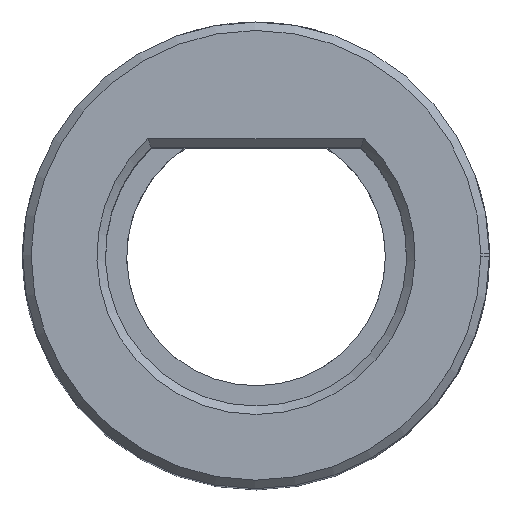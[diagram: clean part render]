
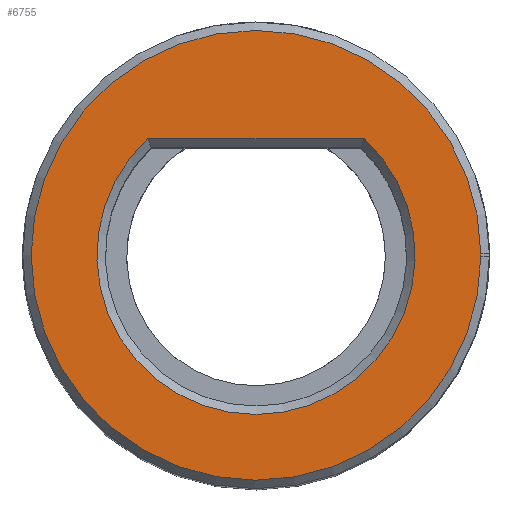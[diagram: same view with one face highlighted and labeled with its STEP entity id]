
A CAD part, top view. The second image highlights one B-rep face of the part: STEP entity #6755.
In plain terms, the highlighted planar face has unit normal (0, 0, 1).
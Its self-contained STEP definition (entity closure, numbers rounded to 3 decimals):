
#1748 = CONICAL_SURFACE('',#1749,5.5,0.785);
#1749 = AXIS2_PLACEMENT_3D('',#1750,#1751,#1752);
#1750 = CARTESIAN_POINT('',(0.,0.,17.8));
#1751 = DIRECTION('',(0.,0.,-1.));
#1752 = DIRECTION('',(1.,0.006,0.));
#4590 = PLANE('',#4591);
#4591 = AXIS2_PLACEMENT_3D('',#4592,#4593,#4594);
#4592 = CARTESIAN_POINT('',(5.4,-0.033,17.9));
#4593 = DIRECTION('',(0.707,0.,0.707));
#4594 = DIRECTION('',(0.,1.,0.));
#4608 = VERTEX_POINT('',#4609);
#4609 = CARTESIAN_POINT('',(5.3,0.032,18.));
#4630 = VERTEX_POINT('',#4631);
#4631 = CARTESIAN_POINT('',(5.3,-0.032,18.));
#4650 = EDGE_CURVE('',#4608,#4630,#4651,.T.);
#4651 = SURFACE_CURVE('',#4652,(#4657,#4664),.PCURVE_S1.);
#4652 = CIRCLE('',#4653,5.3);
#4653 = AXIS2_PLACEMENT_3D('',#4654,#4655,#4656);
#4654 = CARTESIAN_POINT('',(0.,0.,18.));
#4655 = DIRECTION('',(0.,0.,1.));
#4656 = DIRECTION('',(1.,0.006,0.));
#4657 = PCURVE('',#1748,#4658);
#4658 = DEFINITIONAL_REPRESENTATION('',(#4659),#4663);
#4659 = LINE('',#4660,#4661);
#4660 = CARTESIAN_POINT('',(0.,-0.2));
#4661 = VECTOR('',#4662,1.);
#4662 = DIRECTION('',(-1.,0.));
#4663 = ( GEOMETRIC_REPRESENTATION_CONTEXT(2) 
PARAMETRIC_REPRESENTATION_CONTEXT() REPRESENTATION_CONTEXT('2D SPACE',''
  ) );
#4664 = PCURVE('',#4665,#4670);
#4665 = PLANE('',#4666);
#4666 = AXIS2_PLACEMENT_3D('',#4667,#4668,#4669);
#4667 = CARTESIAN_POINT('',(0.,0.,18.));
#4668 = DIRECTION('',(0.,0.,1.));
#4669 = DIRECTION('',(1.,0.,0.));
#4670 = DEFINITIONAL_REPRESENTATION('',(#4671),#4675);
#4671 = CIRCLE('',#4672,5.3);
#4672 = AXIS2_PLACEMENT_2D('',#4673,#4674);
#4673 = CARTESIAN_POINT('',(0.,0.));
#4674 = DIRECTION('',(1.,0.006));
#4675 = ( GEOMETRIC_REPRESENTATION_CONTEXT(2) 
PARAMETRIC_REPRESENTATION_CONTEXT() REPRESENTATION_CONTEXT('2D SPACE',''
  ) );
#6735 = EDGE_CURVE('',#4630,#4608,#6736,.T.);
#6736 = SURFACE_CURVE('',#6737,(#6741,#6748),.PCURVE_S1.);
#6737 = LINE('',#6738,#6739);
#6738 = CARTESIAN_POINT('',(5.3,-0.033,18.));
#6739 = VECTOR('',#6740,1.);
#6740 = DIRECTION('',(0.,1.,0.));
#6741 = PCURVE('',#4590,#6742);
#6742 = DEFINITIONAL_REPRESENTATION('',(#6743),#6747);
#6743 = LINE('',#6744,#6745);
#6744 = CARTESIAN_POINT('',(0.,0.141));
#6745 = VECTOR('',#6746,1.);
#6746 = DIRECTION('',(1.,0.));
#6747 = ( GEOMETRIC_REPRESENTATION_CONTEXT(2) 
PARAMETRIC_REPRESENTATION_CONTEXT() REPRESENTATION_CONTEXT('2D SPACE',''
  ) );
#6748 = PCURVE('',#4665,#6749);
#6749 = DEFINITIONAL_REPRESENTATION('',(#6750),#6754);
#6750 = LINE('',#6751,#6752);
#6751 = CARTESIAN_POINT('',(5.3,-0.033));
#6752 = VECTOR('',#6753,1.);
#6753 = DIRECTION('',(0.,1.));
#6754 = ( GEOMETRIC_REPRESENTATION_CONTEXT(2) 
PARAMETRIC_REPRESENTATION_CONTEXT() REPRESENTATION_CONTEXT('2D SPACE',''
  ) );
#6755 = ADVANCED_FACE('',(#6756,#6760),#4665,.T.);
#6756 = FACE_BOUND('',#6757,.T.);
#6757 = EDGE_LOOP('',(#6758,#6759));
#6758 = ORIENTED_EDGE('',*,*,#4650,.T.);
#6759 = ORIENTED_EDGE('',*,*,#6735,.T.);
#6760 = FACE_BOUND('',#6761,.T.);
#6761 = EDGE_LOOP('',(#6762,#6793));
#6762 = ORIENTED_EDGE('',*,*,#6763,.F.);
#6763 = EDGE_CURVE('',#6764,#6766,#6768,.T.);
#6764 = VERTEX_POINT('',#6765);
#6765 = CARTESIAN_POINT('',(-2.55,2.75,18.));
#6766 = VERTEX_POINT('',#6767);
#6767 = CARTESIAN_POINT('',(2.55,2.75,18.));
#6768 = SURFACE_CURVE('',#6769,(#6774,#6781),.PCURVE_S1.);
#6769 = CIRCLE('',#6770,3.75);
#6770 = AXIS2_PLACEMENT_3D('',#6771,#6772,#6773);
#6771 = CARTESIAN_POINT('',(0.,0.,18.));
#6772 = DIRECTION('',(0.,0.,1.));
#6773 = DIRECTION('',(-0.696,0.718,0.));
#6774 = PCURVE('',#4665,#6775);
#6775 = DEFINITIONAL_REPRESENTATION('',(#6776),#6780);
#6776 = CIRCLE('',#6777,3.75);
#6777 = AXIS2_PLACEMENT_2D('',#6778,#6779);
#6778 = CARTESIAN_POINT('',(0.,0.));
#6779 = DIRECTION('',(-0.696,0.718));
#6780 = ( GEOMETRIC_REPRESENTATION_CONTEXT(2) 
PARAMETRIC_REPRESENTATION_CONTEXT() REPRESENTATION_CONTEXT('2D SPACE',''
  ) );
#6781 = PCURVE('',#6782,#6787);
#6782 = CONICAL_SURFACE('',#6783,3.55,0.785);
#6783 = AXIS2_PLACEMENT_3D('',#6784,#6785,#6786);
#6784 = CARTESIAN_POINT('',(0.,0.,17.8));
#6785 = DIRECTION('',(0.,0.,1.));
#6786 = DIRECTION('',(-0.696,0.718,0.));
#6787 = DEFINITIONAL_REPRESENTATION('',(#6788),#6792);
#6788 = LINE('',#6789,#6790);
#6789 = CARTESIAN_POINT('',(0.,0.2));
#6790 = VECTOR('',#6791,1.);
#6791 = DIRECTION('',(1.,0.));
#6792 = ( GEOMETRIC_REPRESENTATION_CONTEXT(2) 
PARAMETRIC_REPRESENTATION_CONTEXT() REPRESENTATION_CONTEXT('2D SPACE',''
  ) );
#6793 = ORIENTED_EDGE('',*,*,#6794,.T.);
#6794 = EDGE_CURVE('',#6764,#6766,#6795,.T.);
#6795 = SURFACE_CURVE('',#6796,(#6800,#6807),.PCURVE_S1.);
#6796 = LINE('',#6797,#6798);
#6797 = CARTESIAN_POINT('',(-2.47,2.75,18.));
#6798 = VECTOR('',#6799,1.);
#6799 = DIRECTION('',(1.,0.,0.));
#6800 = PCURVE('',#4665,#6801);
#6801 = DEFINITIONAL_REPRESENTATION('',(#6802),#6806);
#6802 = LINE('',#6803,#6804);
#6803 = CARTESIAN_POINT('',(-2.47,2.75));
#6804 = VECTOR('',#6805,1.);
#6805 = DIRECTION('',(1.,0.));
#6806 = ( GEOMETRIC_REPRESENTATION_CONTEXT(2) 
PARAMETRIC_REPRESENTATION_CONTEXT() REPRESENTATION_CONTEXT('2D SPACE',''
  ) );
#6807 = PCURVE('',#6808,#6813);
#6808 = PLANE('',#6809);
#6809 = AXIS2_PLACEMENT_3D('',#6810,#6811,#6812);
#6810 = CARTESIAN_POINT('',(-2.47,2.65,17.9));
#6811 = DIRECTION('',(0.,-0.707,0.707));
#6812 = DIRECTION('',(-1.,0.,0.));
#6813 = DEFINITIONAL_REPRESENTATION('',(#6814),#6818);
#6814 = LINE('',#6815,#6816);
#6815 = CARTESIAN_POINT('',(0.,-0.141));
#6816 = VECTOR('',#6817,1.);
#6817 = DIRECTION('',(-1.,0.));
#6818 = ( GEOMETRIC_REPRESENTATION_CONTEXT(2) 
PARAMETRIC_REPRESENTATION_CONTEXT() REPRESENTATION_CONTEXT('2D SPACE',''
  ) );
